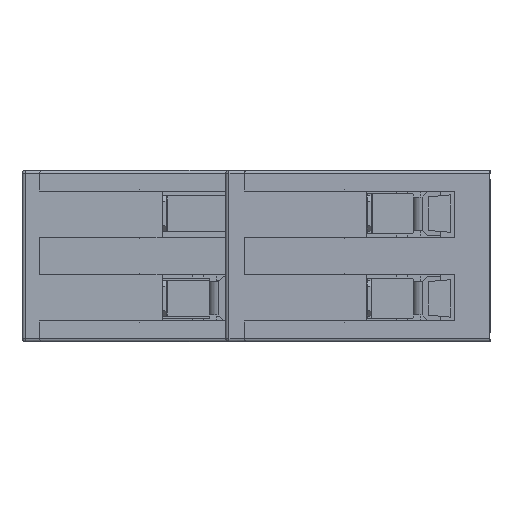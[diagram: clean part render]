
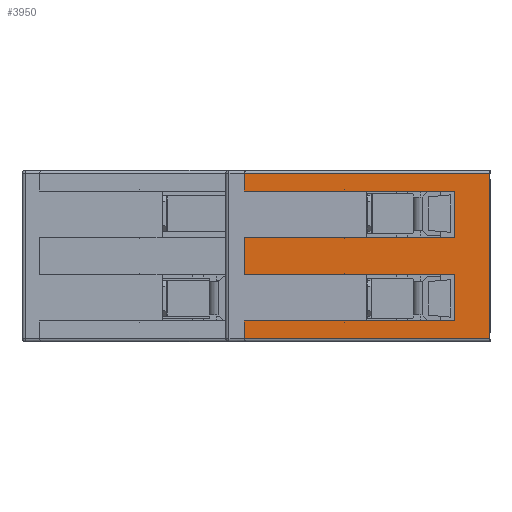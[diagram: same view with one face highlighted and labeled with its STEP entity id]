
A CAD part, left-side view. The second image highlights one B-rep face of the part: STEP entity #3950.
In plain terms, the highlighted face is planar.
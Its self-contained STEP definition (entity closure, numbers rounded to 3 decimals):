
#2528=PLANE('',#33847);
#3950=ADVANCED_FACE('',(#6008),#2528,.F.);
#6008=FACE_OUTER_BOUND('',#7818,.T.);
#7818=EDGE_LOOP('',(#19394,#19395,#19396,#19397,#19398,#19399,#19400,#19401,
#19402,#19403,#19404,#19405,#19406,#19407,#19408,#19409));
#10126=LINE('',#50223,#13607);
#10129=LINE('',#50229,#13610);
#10132=LINE('',#50235,#13613);
#10133=LINE('',#50239,#13614);
#10139=LINE('',#50252,#13620);
#10141=LINE('',#50257,#13622);
#10145=LINE('',#50264,#13626);
#10152=LINE('',#50277,#13633);
#10157=LINE('',#50287,#13638);
#10158=LINE('',#50289,#13639);
#10162=LINE('',#50298,#13643);
#10166=LINE('',#50305,#13647);
#10177=LINE('',#50325,#13658);
#10182=LINE('',#50335,#13663);
#10461=LINE('',#50938,#13942);
#10462=LINE('',#50940,#13943);
#13607=VECTOR('',#38143,1.);
#13610=VECTOR('',#38148,1.);
#13613=VECTOR('',#38153,1.);
#13614=VECTOR('',#38158,1.);
#13620=VECTOR('',#38168,1.);
#13622=VECTOR('',#38172,1.);
#13626=VECTOR('',#38180,1.);
#13633=VECTOR('',#38191,1.);
#13638=VECTOR('',#38200,1.);
#13639=VECTOR('',#38203,1.);
#13643=VECTOR('',#38209,1.);
#13647=VECTOR('',#38217,1.);
#13658=VECTOR('',#38232,1.);
#13663=VECTOR('',#38241,1.);
#13942=VECTOR('',#38874,1.);
#13943=VECTOR('',#38875,1.);
#19394=ORIENTED_EDGE('',*,*,#29509,.F.);
#19395=ORIENTED_EDGE('',*,*,#29157,.F.);
#19396=ORIENTED_EDGE('',*,*,#29155,.F.);
#19397=ORIENTED_EDGE('',*,*,#29164,.F.);
#19398=ORIENTED_EDGE('',*,*,#29166,.F.);
#19399=ORIENTED_EDGE('',*,*,#29170,.F.);
#19400=ORIENTED_EDGE('',*,*,#29152,.F.);
#19401=ORIENTED_EDGE('',*,*,#29177,.F.);
#19402=ORIENTED_EDGE('',*,*,#29182,.F.);
#19403=ORIENTED_EDGE('',*,*,#29183,.F.);
#19404=ORIENTED_EDGE('',*,*,#29187,.F.);
#19405=ORIENTED_EDGE('',*,*,#29191,.F.);
#19406=ORIENTED_EDGE('',*,*,#29149,.F.);
#19407=ORIENTED_EDGE('',*,*,#29202,.F.);
#19408=ORIENTED_EDGE('',*,*,#29207,.F.);
#19409=ORIENTED_EDGE('',*,*,#29510,.T.);
#25641=VERTEX_POINT('',#49313);
#25937=VERTEX_POINT('',#50224);
#25938=VERTEX_POINT('',#50225);
#25939=VERTEX_POINT('',#50230);
#25940=VERTEX_POINT('',#50231);
#25941=VERTEX_POINT('',#50236);
#25942=VERTEX_POINT('',#50240);
#25946=VERTEX_POINT('',#50251);
#25948=VERTEX_POINT('',#50256);
#25953=VERTEX_POINT('',#50276);
#25956=VERTEX_POINT('',#50286);
#25957=VERTEX_POINT('',#50290);
#25960=VERTEX_POINT('',#50297);
#25968=VERTEX_POINT('',#50324);
#25971=VERTEX_POINT('',#50334);
#26119=VERTEX_POINT('',#50939);
#29149=EDGE_CURVE('',#25937,#25938,#10126,.T.);
#29152=EDGE_CURVE('',#25939,#25940,#10129,.T.);
#29155=EDGE_CURVE('',#25641,#25941,#10132,.T.);
#29157=EDGE_CURVE('',#25941,#25942,#10133,.T.);
#29164=EDGE_CURVE('',#25946,#25641,#10139,.T.);
#29166=EDGE_CURVE('',#25948,#25946,#10141,.T.);
#29170=EDGE_CURVE('',#25940,#25948,#10145,.T.);
#29177=EDGE_CURVE('',#25953,#25939,#10152,.T.);
#29182=EDGE_CURVE('',#25956,#25953,#10157,.T.);
#29183=EDGE_CURVE('',#25957,#25956,#10158,.T.);
#29187=EDGE_CURVE('',#25960,#25957,#10162,.T.);
#29191=EDGE_CURVE('',#25938,#25960,#10166,.T.);
#29202=EDGE_CURVE('',#25968,#25937,#10177,.T.);
#29207=EDGE_CURVE('',#25971,#25968,#10182,.T.);
#29509=EDGE_CURVE('',#25942,#26119,#10461,.T.);
#29510=EDGE_CURVE('',#25971,#26119,#10462,.T.);
#33847=AXIS2_PLACEMENT_3D('',#50941,#38876,#38877);
#38143=DIRECTION('',(0.,0.,-1.));
#38148=DIRECTION('',(0.,0.,-1.));
#38153=DIRECTION('',(0.016,-1.,0.));
#38158=DIRECTION('',(0.,0.,1.));
#38168=DIRECTION('',(0.,0.,-1.));
#38172=DIRECTION('',(-0.016,1.,0.));
#38180=DIRECTION('',(-0.016,1.,0.));
#38191=DIRECTION('',(0.016,-1.,0.));
#38200=DIRECTION('',(0.016,-1.,0.));
#38203=DIRECTION('',(0.,0.,-1.));
#38209=DIRECTION('',(-0.016,1.,0.));
#38217=DIRECTION('',(-0.016,1.,0.));
#38232=DIRECTION('',(0.016,-1.,0.));
#38241=DIRECTION('',(0.016,-1.,0.));
#38874=DIRECTION('',(-0.016,1.,0.));
#38875=DIRECTION('',(0.,0.,1.));
#38876=DIRECTION('',(-1.,-0.016,0.));
#38877=DIRECTION('',(0.016,-1.,0.));
#49313=CARTESIAN_POINT('',(37.4,22.3,-7.5));
#50223=CARTESIAN_POINT('',(37.7,3.2,3.8));
#50224=CARTESIAN_POINT('',(37.7,3.2,5.9));
#50225=CARTESIAN_POINT('',(37.7,3.2,1.7));
#50229=CARTESIAN_POINT('',(37.7,3.2,-3.8));
#50230=CARTESIAN_POINT('',(37.7,3.2,-1.7));
#50231=CARTESIAN_POINT('',(37.7,3.2,-5.9));
#50235=CARTESIAN_POINT('',(37.575,11.15,-7.5));
#50236=CARTESIAN_POINT('',(37.75,0.,-7.5));
#50239=CARTESIAN_POINT('',(37.75,0.,-6.7));
#50240=CARTESIAN_POINT('',(37.75,0.,7.5));
#50251=CARTESIAN_POINT('',(37.4,22.3,-5.9));
#50252=CARTESIAN_POINT('',(37.4,22.3,-6.7));
#50256=CARTESIAN_POINT('',(37.543,13.2,-5.9));
#50257=CARTESIAN_POINT('',(37.471,17.75,-5.9));
#50264=CARTESIAN_POINT('',(37.621,8.2,-5.9));
#50276=CARTESIAN_POINT('',(37.543,13.2,-1.7));
#50277=CARTESIAN_POINT('',(37.621,8.2,-1.7));
#50286=CARTESIAN_POINT('',(37.4,22.3,-1.7));
#50287=CARTESIAN_POINT('',(37.471,17.75,-1.7));
#50289=CARTESIAN_POINT('',(37.4,22.3,0.));
#50290=CARTESIAN_POINT('',(37.4,22.3,1.7));
#50297=CARTESIAN_POINT('',(37.543,13.2,1.7));
#50298=CARTESIAN_POINT('',(37.471,17.75,1.7));
#50305=CARTESIAN_POINT('',(37.621,8.2,1.7));
#50324=CARTESIAN_POINT('',(37.543,13.2,5.9));
#50325=CARTESIAN_POINT('',(37.621,8.2,5.9));
#50334=CARTESIAN_POINT('',(37.4,22.3,5.9));
#50335=CARTESIAN_POINT('',(37.471,17.75,5.9));
#50938=CARTESIAN_POINT('',(37.575,11.15,7.5));
#50939=CARTESIAN_POINT('',(37.4,22.3,7.5));
#50940=CARTESIAN_POINT('',(37.4,22.3,6.7));
#50941=CARTESIAN_POINT('',(37.575,11.15,0.));
